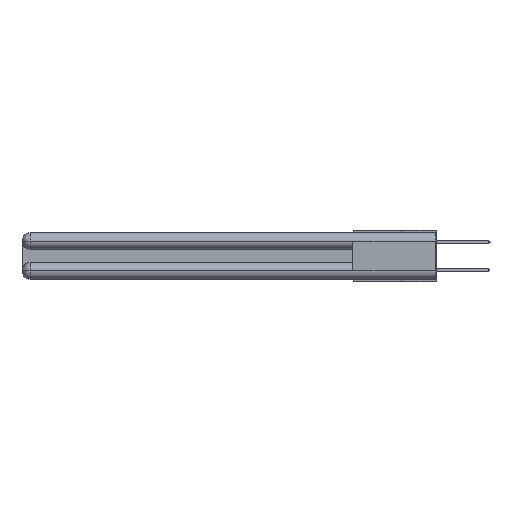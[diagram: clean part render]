
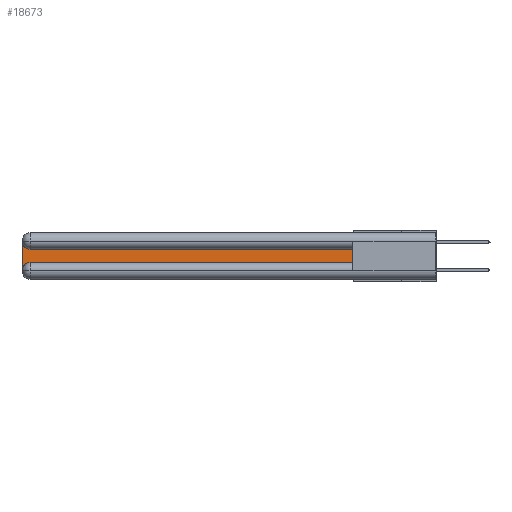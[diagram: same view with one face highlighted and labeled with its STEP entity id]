
A CAD part, left-side view. The second image highlights one B-rep face of the part: STEP entity #18673.
In plain terms, the highlighted planar face has unit normal (-1, 0, 0).
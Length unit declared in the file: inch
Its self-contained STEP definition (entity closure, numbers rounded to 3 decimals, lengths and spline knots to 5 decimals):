
#705 = LINE ( 'NONE', #13939, #4869 ) ;
#931 = CARTESIAN_POINT ( 'NONE',  ( 0.075, 3., -0.2775 ) ) ;
#1878 = EDGE_LOOP ( 'NONE', ( #10195, #17231, #19678, #19161, #23227, #6370 ) ) ;
#1984 = CARTESIAN_POINT ( 'NONE',  ( 0.075, 0.6, -0.1225 ) ) ;
#2176 = EDGE_CURVE ( 'NONE', #24923, #10893, #705, .T. ) ;
#2233 = DIRECTION ( 'NONE',  ( 0., 0., -1. ) ) ;
#3497 = CARTESIAN_POINT ( 'NONE',  ( 0.075, 0.6, -0.1225 ) ) ;
#4210 = CARTESIAN_POINT ( 'NONE',  ( 0.075, 3., -0.2175 ) ) ;
#4869 = VECTOR ( 'NONE', #8873, 39.37008 ) ;
#5684 = LINE ( 'NONE', #4210, #33101 ) ;
#6183 = VERTEX_POINT ( 'NONE', #8209 ) ;
#6370 = ORIENTED_EDGE ( 'NONE', *, *, #18931, .T. ) ;
#6563 = DIRECTION ( 'NONE',  ( 0., 0., -1. ) ) ;
#6650 = DIRECTION ( 'NONE',  ( 0., 0., -1. ) ) ;
#6739 = CIRCLE ( 'NONE', #7661, 0.06 ) ;
#7092 = AXIS2_PLACEMENT_3D ( 'NONE', #25826, #23189, #2233 ) ;
#7657 = VECTOR ( 'NONE', #22152, 39.37008 ) ;
#7661 = AXIS2_PLACEMENT_3D ( 'NONE', #31884, #28773, #21042 ) ;
#8209 = CARTESIAN_POINT ( 'NONE',  ( 0.075, 3., -0.0625 ) ) ;
#8873 = DIRECTION ( 'NONE',  ( 0., -1., 0. ) ) ;
#9706 = VERTEX_POINT ( 'NONE', #13729 ) ;
#10195 = ORIENTED_EDGE ( 'NONE', *, *, #17846, .T. ) ;
#10893 = VERTEX_POINT ( 'NONE', #19311 ) ;
#11282 = LINE ( 'NONE', #29555, #29205 ) ;
#13295 = EDGE_CURVE ( 'NONE', #18936, #24923, #6739, .T. ) ;
#13729 = CARTESIAN_POINT ( 'NONE',  ( 0.075, 2.94, -0.1225 ) ) ;
#13939 = CARTESIAN_POINT ( 'NONE',  ( 0.075, 0.6, -0.2175 ) ) ;
#15415 = AXIS2_PLACEMENT_3D ( 'NONE', #21875, #32612, #6563 ) ;
#15426 = EDGE_CURVE ( 'NONE', #9706, #6183, #25778, .T. ) ;
#16277 = LINE ( 'NONE', #3497, #7657 ) ;
#17231 = ORIENTED_EDGE ( 'NONE', *, *, #15426, .T. ) ;
#17846 = EDGE_CURVE ( 'NONE', #19244, #9706, #16277, .T. ) ;
#18673 = ADVANCED_FACE ( 'NONE', ( #31741 ), #27966, .F. ) ;
#18931 = EDGE_CURVE ( 'NONE', #10893, #19244, #11282, .T. ) ;
#18936 = VERTEX_POINT ( 'NONE', #931 ) ;
#19161 = ORIENTED_EDGE ( 'NONE', *, *, #13295, .T. ) ;
#19244 = VERTEX_POINT ( 'NONE', #1984 ) ;
#19311 = CARTESIAN_POINT ( 'NONE',  ( 0.075, 0.6, -0.2175 ) ) ;
#19678 = ORIENTED_EDGE ( 'NONE', *, *, #21668, .T. ) ;
#21042 = DIRECTION ( 'NONE',  ( 0., 0., -1. ) ) ;
#21668 = EDGE_CURVE ( 'NONE', #6183, #18936, #5684, .T. ) ;
#21875 = CARTESIAN_POINT ( 'NONE',  ( 0.075, 2.94, -0.0625 ) ) ;
#22152 = DIRECTION ( 'NONE',  ( 0., 1., 0. ) ) ;
#23189 = DIRECTION ( 'NONE',  ( 1., 0., 0. ) ) ;
#23227 = ORIENTED_EDGE ( 'NONE', *, *, #2176, .T. ) ;
#24923 = VERTEX_POINT ( 'NONE', #30017 ) ;
#25778 = CIRCLE ( 'NONE', #15415, 0.06 ) ;
#25826 = CARTESIAN_POINT ( 'NONE',  ( 0.075, 3., -0.1225 ) ) ;
#27966 = PLANE ( 'NONE',  #7092 ) ;
#28773 = DIRECTION ( 'NONE',  ( 1., 0., 0. ) ) ;
#29205 = VECTOR ( 'NONE', #32423, 39.37008 ) ;
#29555 = CARTESIAN_POINT ( 'NONE',  ( 0.075, 0.6, -0.2175 ) ) ;
#30017 = CARTESIAN_POINT ( 'NONE',  ( 0.075, 2.94, -0.2175 ) ) ;
#31741 = FACE_OUTER_BOUND ( 'NONE', #1878, .T. ) ;
#31884 = CARTESIAN_POINT ( 'NONE',  ( 0.075, 2.94, -0.2775 ) ) ;
#32423 = DIRECTION ( 'NONE',  ( 0., 0., 1. ) ) ;
#32612 = DIRECTION ( 'NONE',  ( 1., 0., 0. ) ) ;
#33101 = VECTOR ( 'NONE', #6650, 39.37008 ) ;
